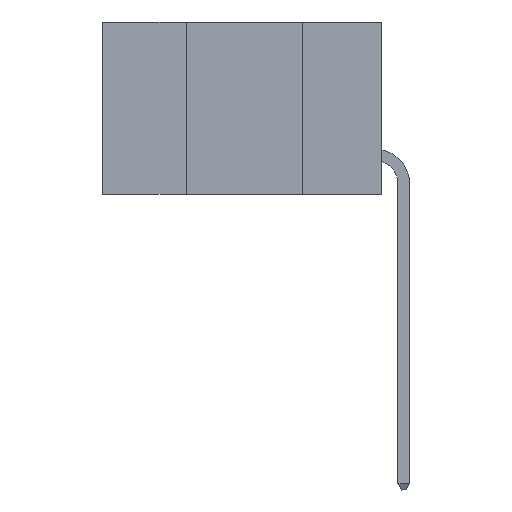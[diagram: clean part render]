
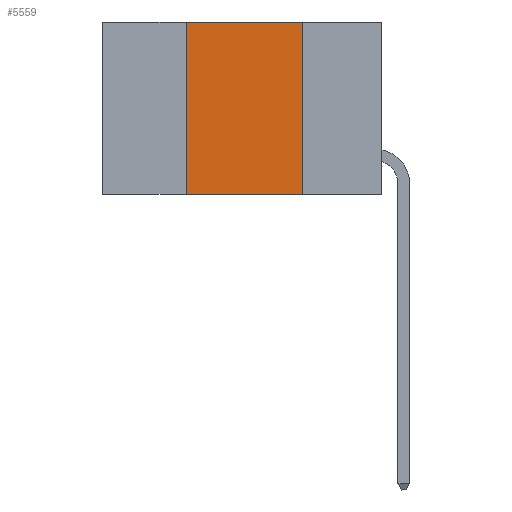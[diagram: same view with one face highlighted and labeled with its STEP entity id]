
A CAD part, left-side view. The second image highlights one B-rep face of the part: STEP entity #5559.
In plain terms, the highlighted planar face has unit normal (-1, 0, 0).
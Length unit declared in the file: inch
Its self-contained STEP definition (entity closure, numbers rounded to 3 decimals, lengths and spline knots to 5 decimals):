
#95 = EDGE_LOOP ( 'NONE', ( #2431, #3793, #11994, #8209 ) ) ;
#142 = LINE ( 'NONE', #1625, #2739 ) ;
#309 = CARTESIAN_POINT ( 'NONE',  ( 0., 0.42, 0. ) ) ;
#1450 = CARTESIAN_POINT ( 'NONE',  ( 0., 0.6, 0. ) ) ;
#1625 = CARTESIAN_POINT ( 'NONE',  ( 0., 0.6, 0. ) ) ;
#1898 = VERTEX_POINT ( 'NONE', #8220 ) ;
#2431 = ORIENTED_EDGE ( 'NONE', *, *, #9865, .F. ) ;
#2567 = DIRECTION ( 'NONE',  ( 0., 0., -1. ) ) ;
#2739 = VECTOR ( 'NONE', #12136, 39.37008 ) ;
#3134 = EDGE_CURVE ( 'NONE', #6323, #1898, #8814, .T. ) ;
#3601 = LINE ( 'NONE', #9187, #8357 ) ;
#3793 = ORIENTED_EDGE ( 'NONE', *, *, #7502, .F. ) ;
#3875 = VERTEX_POINT ( 'NONE', #5648 ) ;
#5298 = CARTESIAN_POINT ( 'NONE',  ( 0., 0.17, 0. ) ) ;
#5486 = CARTESIAN_POINT ( 'NONE',  ( 0., 0.42, -0.37 ) ) ;
#5559 = ADVANCED_FACE ( 'NONE', ( #10798 ), #6415, .F. ) ;
#5648 = CARTESIAN_POINT ( 'NONE',  ( 0., 0.17, -0.37 ) ) ;
#5943 = CARTESIAN_POINT ( 'NONE',  ( 0., 0.6, -0.37 ) ) ;
#6323 = VERTEX_POINT ( 'NONE', #5486 ) ;
#6387 = DIRECTION ( 'NONE',  ( 0., 0., 1. ) ) ;
#6415 = PLANE ( 'NONE',  #11794 ) ;
#7502 = EDGE_CURVE ( 'NONE', #1898, #8587, #142, .T. ) ;
#8209 = ORIENTED_EDGE ( 'NONE', *, *, #11343, .T. ) ;
#8220 = CARTESIAN_POINT ( 'NONE',  ( 0., 0.42, 0. ) ) ;
#8310 = DIRECTION ( 'NONE',  ( 1., 0., 0. ) ) ;
#8336 = LINE ( 'NONE', #5943, #8627 ) ;
#8357 = VECTOR ( 'NONE', #10135, 39.37008 ) ;
#8541 = VECTOR ( 'NONE', #6387, 39.37008 ) ;
#8587 = VERTEX_POINT ( 'NONE', #5298 ) ;
#8627 = VECTOR ( 'NONE', #9686, 39.37008 ) ;
#8814 = LINE ( 'NONE', #309, #8541 ) ;
#9187 = CARTESIAN_POINT ( 'NONE',  ( 0., 0.17, 0. ) ) ;
#9686 = DIRECTION ( 'NONE',  ( 0., -1., 0. ) ) ;
#9865 = EDGE_CURVE ( 'NONE', #8587, #3875, #3601, .T. ) ;
#10135 = DIRECTION ( 'NONE',  ( 0., 0., -1. ) ) ;
#10798 = FACE_OUTER_BOUND ( 'NONE', #95, .T. ) ;
#11343 = EDGE_CURVE ( 'NONE', #6323, #3875, #8336, .T. ) ;
#11794 = AXIS2_PLACEMENT_3D ( 'NONE', #1450, #8310, #2567 ) ;
#11994 = ORIENTED_EDGE ( 'NONE', *, *, #3134, .F. ) ;
#12136 = DIRECTION ( 'NONE',  ( 0., -1., 0. ) ) ;
